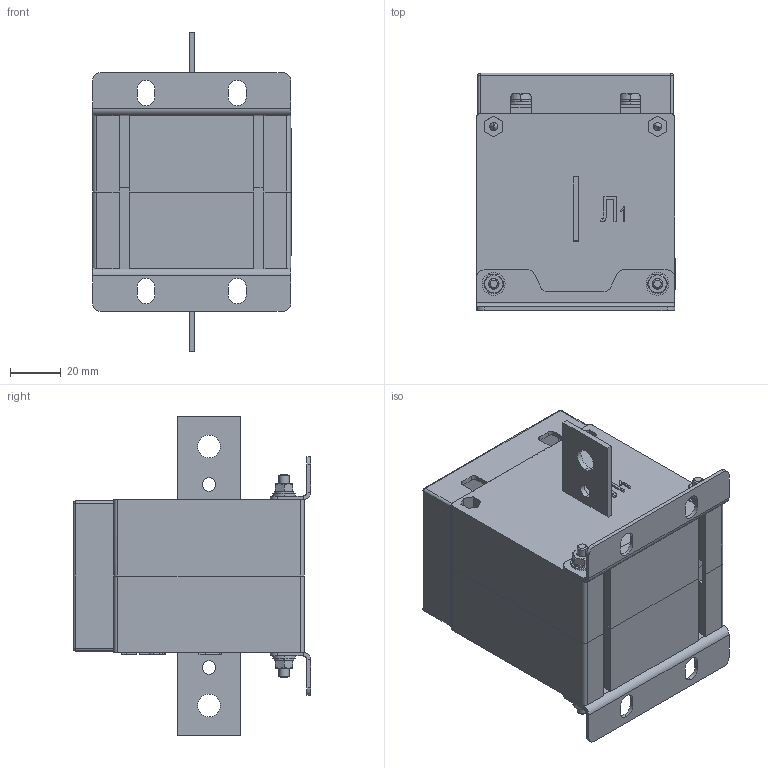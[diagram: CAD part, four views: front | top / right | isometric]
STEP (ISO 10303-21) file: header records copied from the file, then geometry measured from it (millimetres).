
FILE_DESCRIPTION (( 'STEP AP214' ), '1' );
FILE_NAME ('ﾒ-0,66-1ﾋ.STEP', '2023-07-26T04:39:56', ( '' ), ( '' ), 'SwSTEP 2.0', 'SolidWorks 2014', '' );
FILE_SCHEMA (( 'AUTOMOTIVE_DESIGN' ));
Length unit declared in the file: millimetre
Products named in the file (63): ﾘ琺矜 4.01.019 ﾃﾎﾑﾒ11371-78; ﾘ琺矜 5.65ﾃ.019 ﾃﾎﾑﾒ 6402-70; 屡扔.757461.018 袜觐礤黜桕; 妈眚 󊅠.58.019 梦岩17473-80; ﾘ琺矜 5.01.019 ﾃﾎﾑﾒ11371-78; 屡扔.301524.023 肃镟; Ãàéêà Ì4.5.019 ÃÎÑÒ5915-70; ÂÅÈÓ.685412.034 Ìàãíèòîïðîâîä ñ îáìîòêîé_01; Øóðóï 2-4õ20.019 ÃÎÑÒ 1144-80; Øïèëüêà ÃÎÑÒ22042-76; ÂÅÈÓ.757249.004 Ïëàñòèíà êîíòàêòíàÿ; 妈眚 󊙅0.58.019 梦岩17473-80; ÂÅÈÓ.323293.013 Êðûøêà çàùèòíàÿ_-01; 屡扔.741134.005 想囗赅; 屡扔.757461.018 袜觐礤黜桕_-02; ÂÅÈÓ.754312.152 Òàáëè÷êà ïðåäñòàâèòåëüíàÿ; ÂÅÈÓ.686171.014 Ïîëóêîðïóñ Ë1 âàð À; Øïèëüêà ÃÎÑÒ22042-76_Œ4å80; ÂÅÈÓ.686171.013 Ïîëóêîðïóñ Ë2 âàð À; ﾒ-0,66-1ﾋ; 屡扔.757461.018 袜觐礤黜桕_-01; 屡扔.754312.158 亦犭梓赅; ÂÅÈÓ.686171.013 Ïîëóêîðïóñ Ë2 âàð À_‘ ª«¥¬­®© ª®«®¤ª®©; ﾘ琺矜 4.65ﾃ.019 ﾃﾎﾑﾒ1144-80; ÂÅÈÓ.323293.013 Êðûøêà çàùèòíàÿ
Assembly tree (43 placements, depth 3):
  ﾘ琺矜 4.01.019 ﾃﾎﾑﾒ11371-78
  屡扔.757461.018 袜觐礤黜桕
  妈眚 󊅠.58.019 梦岩17473-80
  屡扔.301524.023 肃镟
  Ãàéêà Ì4.5.019 ÃÎÑÒ5915-70
Bounding box: 78.3 x 93.5 x 126 mm (x, y, z)
Volume: 120910.8 mm3; surface area: 116041.2 mm2
Topology: 42 solids, 42 shells, 1240 faces, 3142 edges, 2007 vertices
Faces by surface type: plane 712, cylinder 311, cone 136, torus 39, bspline 28, sphere 14
Entity records: 30004 total; most frequent: CARTESIAN_POINT 6681, ORIENTED_EDGE 4546, DIRECTION 4462, EDGE_CURVE 2273, LINE 1624, VECTOR 1624, VERTEX_POINT 1472, AXIS2_PLACEMENT_3D 1419
